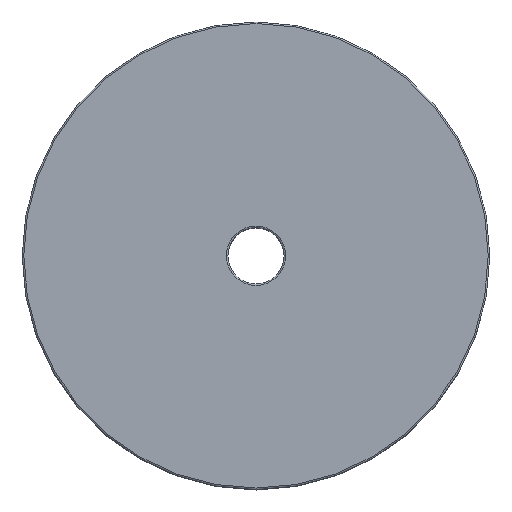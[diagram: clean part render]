
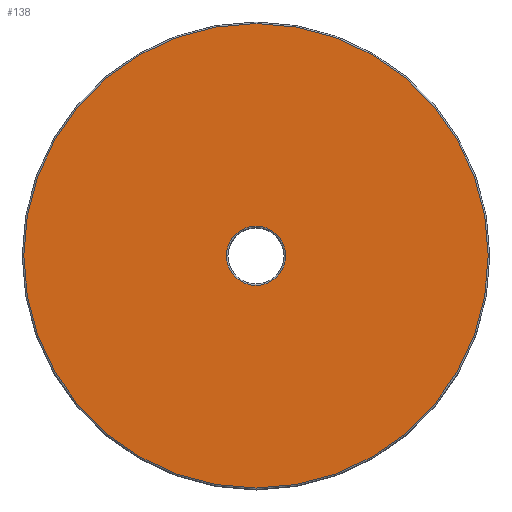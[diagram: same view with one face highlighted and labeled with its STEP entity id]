
A CAD part, top view. The second image highlights one B-rep face of the part: STEP entity #138.
In plain terms, the highlighted planar face has unit normal (0, 0, 1).
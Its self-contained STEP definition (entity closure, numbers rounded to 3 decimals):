
#34=CARTESIAN_POINT('',(-9.5,0.,40.));
#35=VERTEX_POINT('',#34);
#43=CARTESIAN_POINT('',(9.5,-0.,40.));
#44=VERTEX_POINT('',#43);
#45=CARTESIAN_POINT('',(0.,0.,40.));
#46=DIRECTION('',(0.,0.,1.));
#47=DIRECTION('',(-1.,0.,0.));
#48=AXIS2_PLACEMENT_3D('',#45,#46,#47);
#49=CIRCLE('',#48,9.5);
#50=EDGE_CURVE('',#35,#44,#49,.T.);
#103=CARTESIAN_POINT('',(0.,0.,40.));
#104=DIRECTION('',(0.,0.,1.));
#105=DIRECTION('',(1.,0.,0.));
#106=AXIS2_PLACEMENT_3D('',#103,#104,#105);
#107=PLANE('',#106);
#108=CARTESIAN_POINT('',(-74.5,-0.,40.));
#109=VERTEX_POINT('',#108);
#110=CARTESIAN_POINT('',(74.5,0.,40.));
#111=VERTEX_POINT('',#110);
#112=CARTESIAN_POINT('',(0.,0.,40.));
#113=DIRECTION('',(-0.,0.,-1.));
#114=DIRECTION('',(-1.,-0.,0.));
#115=AXIS2_PLACEMENT_3D('',#112,#113,#114);
#116=CIRCLE('',#115,74.5);
#117=EDGE_CURVE('',#109,#111,#116,.T.);
#118=ORIENTED_EDGE('',*,*,#117,.F.);
#119=CARTESIAN_POINT('',(0.,0.,40.));
#120=DIRECTION('',(-0.,0.,-1.));
#121=DIRECTION('',(-1.,-0.,0.));
#122=AXIS2_PLACEMENT_3D('',#119,#120,#121);
#123=CIRCLE('',#122,74.5);
#124=EDGE_CURVE('',#111,#109,#123,.T.);
#125=ORIENTED_EDGE('',*,*,#124,.F.);
#126=EDGE_LOOP('',(#118,#125));
#127=FACE_BOUND('',#126,.T.);
#128=ORIENTED_EDGE('',*,*,#50,.F.);
#129=CARTESIAN_POINT('',(0.,0.,40.));
#130=DIRECTION('',(0.,0.,1.));
#131=DIRECTION('',(-1.,0.,0.));
#132=AXIS2_PLACEMENT_3D('',#129,#130,#131);
#133=CIRCLE('',#132,9.5);
#134=EDGE_CURVE('',#44,#35,#133,.T.);
#135=ORIENTED_EDGE('',*,*,#134,.F.);
#136=EDGE_LOOP('',(#128,#135));
#137=FACE_BOUND('',#136,.T.);
#138=ADVANCED_FACE('',(#127,#137),#107,.T.);
